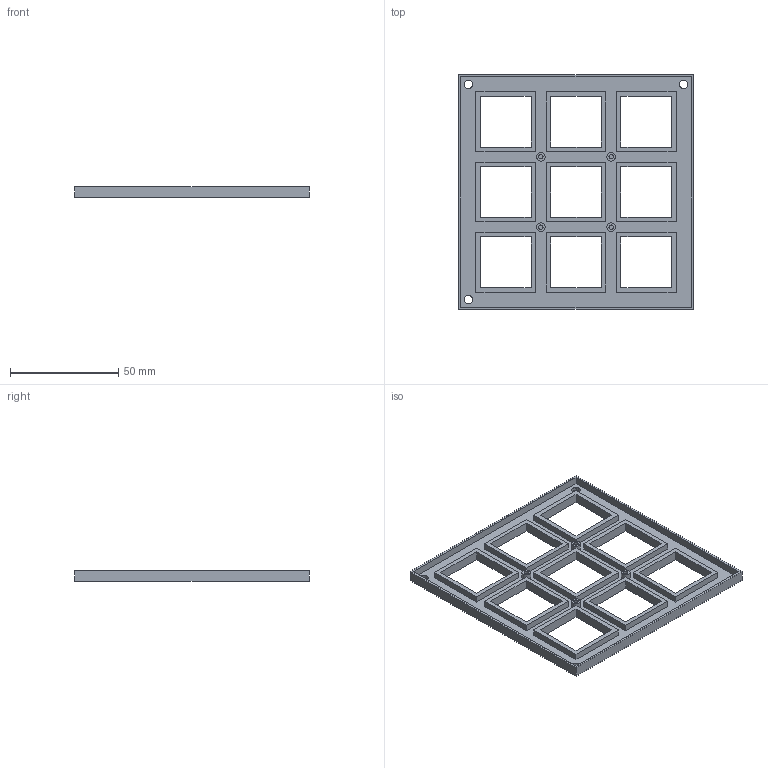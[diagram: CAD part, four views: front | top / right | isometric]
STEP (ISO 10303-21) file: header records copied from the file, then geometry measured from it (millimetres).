
FILE_DESCRIPTION(/* description */ (''),/* implementation_level */ '2;1');
FILE_NAME(/* name */ 'Boden v3.step',/* time_stamp */ '2024-07-24T10:43:45+02:00',/* author */ (''),/* organization */ (''),/* preprocessor_version */ 'ST-DEVELOPER v20',/* originating_system */ 'Autodesk Translation Framework v13.14.0.145',/* authorisation */ '');
FILE_SCHEMA (('AUTOMOTIVE_DESIGN { 1 0 10303 214 3 1 1 }'));
Length unit declared in the file: millimetre
Products named in the file (1): Boden
Bounding box: 108.5 x 108.5 x 5 mm (x, y, z)
Volume: 17272.5 mm3; surface area: 24249.7 mm2
Topology: 1 solids, 1 shells, 117 faces, 291 edges, 194 vertices
Faces by surface type: plane 106, cylinder 11
Full cylindrical faces by diameter (mm): 2 x4, 4 x4
Entity records: 3508 total; most frequent: CARTESIAN_POINT 603, ORIENTED_EDGE 582, DIRECTION 549, EDGE_CURVE 291, LINE 269, VECTOR 269, VERTEX_POINT 194, EDGE_LOOP 159
